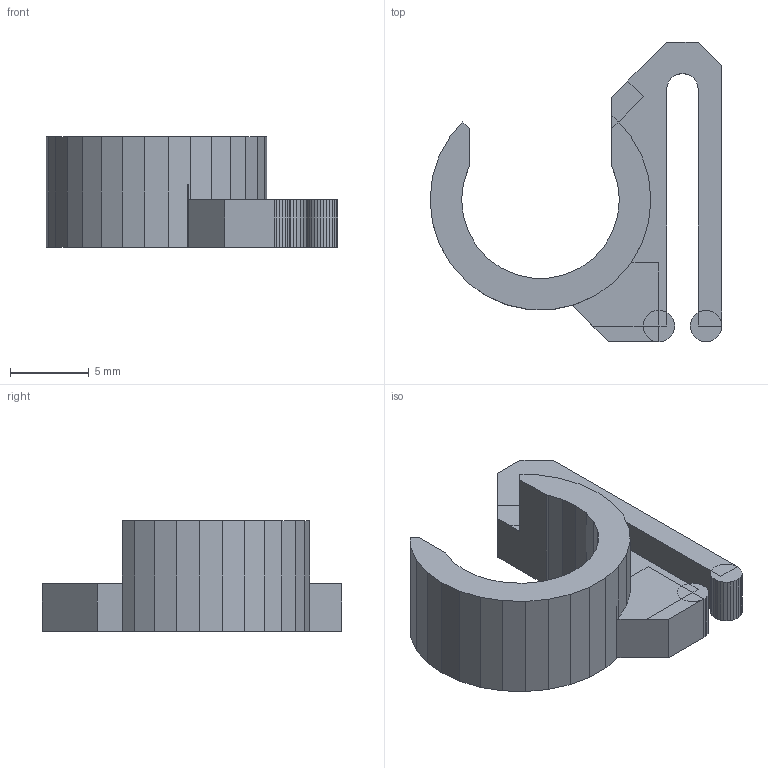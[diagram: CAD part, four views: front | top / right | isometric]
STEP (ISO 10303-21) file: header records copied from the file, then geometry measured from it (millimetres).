
FILE_DESCRIPTION(('FreeCAD Model'),'2;1');
FILE_NAME('LCD-cable-clip.step','2016-12-31T13:04:31',( 'Author'),(''),'Open CASCADE STEP processor 6.8','FreeCAD','Unknown' );
FILE_SCHEMA(('AUTOMOTIVE_DESIGN_CC2 { 1 2 10303 214 -1 1 5 4 }'));
Length unit declared in the file: millimetre
Products named in the file (2): ASSEMBLY; Group
Assembly tree (1 placements, depth 2):
  ASSEMBLY
    Group
Bounding box: 18.5 x 19 x 7 mm (x, y, z)
Volume: 616.4 mm3; surface area: 851.4 mm2
Topology: 1 solids, 1 shells, 131 faces, 430 edges, 301 vertices
Faces by surface type: plane 131
Entity records: 10043 total; most frequent: CARTESIAN_POINT 1978, DIRECTION 1302, LINE 1036, VECTOR 1036, ORIENTED_EDGE 860, PCURVE 860, DEFINITIONAL_REPRESENTATION 860, EDGE_CURVE 430
